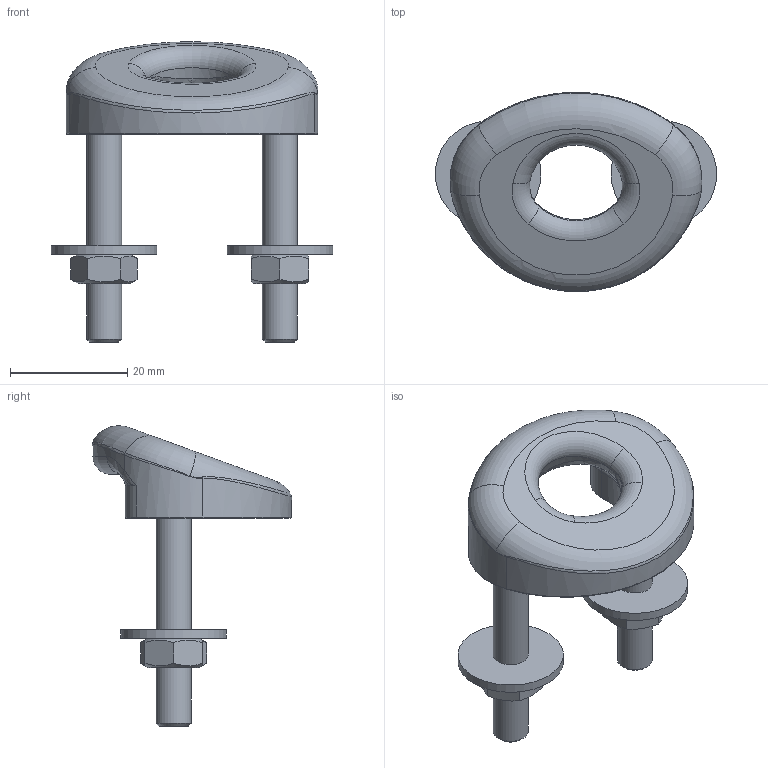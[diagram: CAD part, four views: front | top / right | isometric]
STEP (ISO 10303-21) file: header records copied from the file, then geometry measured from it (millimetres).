
FILE_DESCRIPTION(/* description */ (''),/* implementation_level */ '2;1');
FILE_NAME(/* name */ '7605.stp',/* time_stamp */ '2022-09-16T16:05:45+02:00',/* author */ ('gianni'),/* organization */ (''),/* preprocessor_version */ 'ST-DEVELOPER v19.2',/* originating_system */ 'Autodesk Inventor 2023',/* authorisation */ '');
FILE_SCHEMA (('AUTOMOTIVE_DESIGN { 1 0 10303 214 3 1 1 }'));
Length unit declared in the file: millimetre
Products named in the file (1): 22091600
Bounding box: 48 x 33.99 x 51.27 mm (x, y, z)
Volume: 11885.4 mm3; surface area: 5862.8 mm2
Topology: 1 solids, 1 shells, 101 faces, 232 edges, 136 vertices
Faces by surface type: bspline 31, plane 23, torus 23, cylinder 18, cone 6
Full cylindrical faces by diameter (mm): 6 x4, 18 x2
Entity records: 3634 total; most frequent: CARTESIAN_POINT 1529, ORIENTED_EDGE 456, DIRECTION 396, EDGE_CURVE 228, AXIS2_PLACEMENT_3D 180, VERTEX_POINT 136, EDGE_LOOP 110, CIRCLE 105
